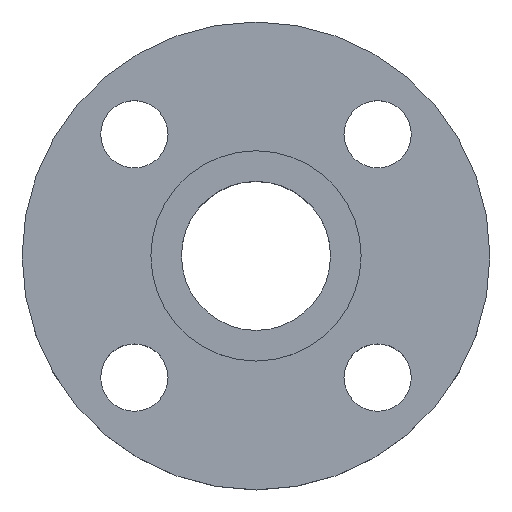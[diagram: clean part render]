
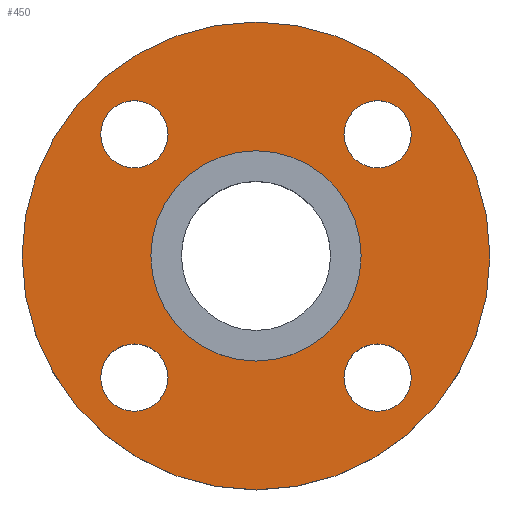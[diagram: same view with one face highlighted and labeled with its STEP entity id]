
A CAD part, top view. The second image highlights one B-rep face of the part: STEP entity #450.
In plain terms, the highlighted planar face has unit normal (0, 0, 1).
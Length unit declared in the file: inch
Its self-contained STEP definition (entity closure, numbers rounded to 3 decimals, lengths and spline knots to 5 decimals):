
#1 = DIRECTION ( 'NONE',  ( 0., 0., -1. ) ) ;
#4 = ORIENTED_EDGE ( 'NONE', *, *, #248, .F. ) ;
#5 = CARTESIAN_POINT ( 'NONE',  ( 3.06, 0., -0.25 ) ) ;
#10 = DIRECTION ( 'NONE',  ( 0., 0., 1. ) ) ;
#15 = AXIS2_PLACEMENT_3D ( 'NONE', #482, #1, #601 ) ;
#18 = CARTESIAN_POINT ( 'NONE',  ( -1.59099, 1.59099, -0.25 ) ) ;
#24 = CARTESIAN_POINT ( 'NONE',  ( 0., 0., -0.25 ) ) ;
#42 = DIRECTION ( 'NONE',  ( 0., 1., 0. ) ) ;
#51 = DIRECTION ( 'NONE',  ( 0., 0., 1. ) ) ;
#54 = CIRCLE ( 'NONE', #247, 0.44 ) ;
#56 = DIRECTION ( 'NONE',  ( 0., 1., 0. ) ) ;
#61 = FACE_BOUND ( 'NONE', #560, .T. ) ;
#65 = CARTESIAN_POINT ( 'NONE',  ( -1.15099, -1.59099, -0.25 ) ) ;
#67 = CARTESIAN_POINT ( 'NONE',  ( -1.375, 0., -0.25 ) ) ;
#72 = DIRECTION ( 'NONE',  ( 0., 0., 1. ) ) ;
#73 = EDGE_CURVE ( 'NONE', #88, #233, #286, .T. ) ;
#74 = VERTEX_POINT ( 'NONE', #315 ) ;
#82 = EDGE_CURVE ( 'NONE', #696, #382, #706, .T. ) ;
#88 = VERTEX_POINT ( 'NONE', #155 ) ;
#97 = EDGE_LOOP ( 'NONE', ( #589, #115 ) ) ;
#115 = ORIENTED_EDGE ( 'NONE', *, *, #73, .T. ) ;
#124 = AXIS2_PLACEMENT_3D ( 'NONE', #526, #640, #42 ) ;
#125 = ORIENTED_EDGE ( 'NONE', *, *, #207, .F. ) ;
#128 = CARTESIAN_POINT ( 'NONE',  ( 0., 0., -0.25 ) ) ;
#132 = DIRECTION ( 'NONE',  ( -1., 0., 0. ) ) ;
#134 = CARTESIAN_POINT ( 'NONE',  ( -1.59099, 2.03099, -0.25 ) ) ;
#145 = EDGE_LOOP ( 'NONE', ( #487, #618 ) ) ;
#146 = CIRCLE ( 'NONE', #343, 0.44 ) ;
#148 = AXIS2_PLACEMENT_3D ( 'NONE', #403, #72, #282 ) ;
#155 = CARTESIAN_POINT ( 'NONE',  ( -3.06, 0., -0.25 ) ) ;
#159 = CARTESIAN_POINT ( 'NONE',  ( 1.375, 0., -0.25 ) ) ;
#161 = CIRCLE ( 'NONE', #257, 3.06 ) ;
#165 = VERTEX_POINT ( 'NONE', #65 ) ;
#177 = ORIENTED_EDGE ( 'NONE', *, *, #197, .F. ) ;
#178 = FACE_BOUND ( 'NONE', #145, .T. ) ;
#179 = DIRECTION ( 'NONE',  ( 0., -1., 0. ) ) ;
#185 = VERTEX_POINT ( 'NONE', #440 ) ;
#186 = CIRCLE ( 'NONE', #287, 0.44 ) ;
#189 = DIRECTION ( 'NONE',  ( 0., 0., 1. ) ) ;
#190 = EDGE_CURVE ( 'NONE', #686, #165, #186, .T. ) ;
#197 = EDGE_CURVE ( 'NONE', #626, #74, #146, .T. ) ;
#207 = EDGE_CURVE ( 'NONE', #382, #696, #241, .T. ) ;
#208 = ORIENTED_EDGE ( 'NONE', *, *, #479, .F. ) ;
#215 = CIRCLE ( 'NONE', #614, 0.44 ) ;
#232 = CARTESIAN_POINT ( 'NONE',  ( -1.59099, -1.59099, -0.25 ) ) ;
#233 = VERTEX_POINT ( 'NONE', #5 ) ;
#235 = DIRECTION ( 'NONE',  ( 0., 0., 1. ) ) ;
#241 = CIRCLE ( 'NONE', #632, 0.44 ) ;
#247 = AXIS2_PLACEMENT_3D ( 'NONE', #592, #51, #365 ) ;
#248 = EDGE_CURVE ( 'NONE', #185, #251, #54, .T. ) ;
#251 = VERTEX_POINT ( 'NONE', #267 ) ;
#253 = CARTESIAN_POINT ( 'NONE',  ( 0., 0., -0.25 ) ) ;
#254 = EDGE_CURVE ( 'NONE', #432, #288, #454, .T. ) ;
#257 = AXIS2_PLACEMENT_3D ( 'NONE', #128, #10, #392 ) ;
#260 = CARTESIAN_POINT ( 'NONE',  ( 0., 0., -0.25 ) ) ;
#267 = CARTESIAN_POINT ( 'NONE',  ( 2.03099, 1.59099, -0.25 ) ) ;
#276 = PLANE ( 'NONE',  #520 ) ;
#282 = DIRECTION ( 'NONE',  ( 0., -1., 0. ) ) ;
#286 = CIRCLE ( 'NONE', #557, 3.06 ) ;
#287 = AXIS2_PLACEMENT_3D ( 'NONE', #232, #445, #611 ) ;
#288 = VERTEX_POINT ( 'NONE', #159 ) ;
#289 = FACE_OUTER_BOUND ( 'NONE', #97, .T. ) ;
#299 = EDGE_CURVE ( 'NONE', #288, #432, #684, .T. ) ;
#300 = CARTESIAN_POINT ( 'NONE',  ( 1.59099, -1.15099, -0.25 ) ) ;
#305 = AXIS2_PLACEMENT_3D ( 'NONE', #341, #444, #132 ) ;
#310 = DIRECTION ( 'NONE',  ( 1., 0., 0. ) ) ;
#314 = CIRCLE ( 'NONE', #305, 0.44 ) ;
#315 = CARTESIAN_POINT ( 'NONE',  ( 1.59099, -2.03099, -0.25 ) ) ;
#341 = CARTESIAN_POINT ( 'NONE',  ( -1.59099, -1.59099, -0.25 ) ) ;
#343 = AXIS2_PLACEMENT_3D ( 'NONE', #669, #506, #179 ) ;
#361 = ORIENTED_EDGE ( 'NONE', *, *, #190, .F. ) ;
#362 = CARTESIAN_POINT ( 'NONE',  ( -2.03099, -1.59099, -0.25 ) ) ;
#365 = DIRECTION ( 'NONE',  ( 1., 0., 0. ) ) ;
#376 = DIRECTION ( 'NONE',  ( 1., 0., 0. ) ) ;
#382 = VERTEX_POINT ( 'NONE', #134 ) ;
#392 = DIRECTION ( 'NONE',  ( 1., 0., 0. ) ) ;
#401 = CARTESIAN_POINT ( 'NONE',  ( 1.59099, 1.59099, -0.25 ) ) ;
#403 = CARTESIAN_POINT ( 'NONE',  ( 1.59099, -1.59099, -0.25 ) ) ;
#405 = EDGE_CURVE ( 'NONE', #233, #88, #161, .T. ) ;
#410 = EDGE_LOOP ( 'NONE', ( #414, #4 ) ) ;
#414 = ORIENTED_EDGE ( 'NONE', *, *, #474, .F. ) ;
#422 = CARTESIAN_POINT ( 'NONE',  ( -1.59099, 1.15099, -0.25 ) ) ;
#424 = DIRECTION ( 'NONE',  ( 0., 0., 1. ) ) ;
#432 = VERTEX_POINT ( 'NONE', #67 ) ;
#440 = CARTESIAN_POINT ( 'NONE',  ( 1.15099, 1.59099, -0.25 ) ) ;
#444 = DIRECTION ( 'NONE',  ( 0., 0., 1. ) ) ;
#445 = DIRECTION ( 'NONE',  ( 0., 0., 1. ) ) ;
#450 = ADVANCED_FACE ( 'NONE', ( #61, #668, #452, #675, #178, #289 ), #276, .T. ) ;
#452 = FACE_BOUND ( 'NONE', #590, .T. ) ;
#454 = CIRCLE ( 'NONE', #15, 1.375 ) ;
#474 = EDGE_CURVE ( 'NONE', #251, #185, #215, .T. ) ;
#479 = EDGE_CURVE ( 'NONE', #165, #686, #314, .T. ) ;
#482 = CARTESIAN_POINT ( 'NONE',  ( 0., 0., -0.25 ) ) ;
#487 = ORIENTED_EDGE ( 'NONE', *, *, #299, .T. ) ;
#506 = DIRECTION ( 'NONE',  ( 0., 0., 1. ) ) ;
#515 = EDGE_CURVE ( 'NONE', #74, #626, #644, .T. ) ;
#520 = AXIS2_PLACEMENT_3D ( 'NONE', #24, #551, #613 ) ;
#526 = CARTESIAN_POINT ( 'NONE',  ( -1.59099, 1.59099, -0.25 ) ) ;
#532 = ORIENTED_EDGE ( 'NONE', *, *, #515, .F. ) ;
#551 = DIRECTION ( 'NONE',  ( 0., 0., 1. ) ) ;
#557 = AXIS2_PLACEMENT_3D ( 'NONE', #253, #424, #310 ) ;
#560 = EDGE_LOOP ( 'NONE', ( #532, #177 ) ) ;
#584 = DIRECTION ( 'NONE',  ( 0., 0., -1. ) ) ;
#589 = ORIENTED_EDGE ( 'NONE', *, *, #405, .T. ) ;
#590 = EDGE_LOOP ( 'NONE', ( #125, #593 ) ) ;
#592 = CARTESIAN_POINT ( 'NONE',  ( 1.59099, 1.59099, -0.25 ) ) ;
#593 = ORIENTED_EDGE ( 'NONE', *, *, #82, .F. ) ;
#600 = EDGE_LOOP ( 'NONE', ( #361, #208 ) ) ;
#601 = DIRECTION ( 'NONE',  ( 1., 0., 0. ) ) ;
#611 = DIRECTION ( 'NONE',  ( -1., 0., 0. ) ) ;
#613 = DIRECTION ( 'NONE',  ( 1., 0., 0. ) ) ;
#614 = AXIS2_PLACEMENT_3D ( 'NONE', #401, #189, #671 ) ;
#618 = ORIENTED_EDGE ( 'NONE', *, *, #254, .T. ) ;
#626 = VERTEX_POINT ( 'NONE', #300 ) ;
#632 = AXIS2_PLACEMENT_3D ( 'NONE', #18, #235, #56 ) ;
#640 = DIRECTION ( 'NONE',  ( 0., 0., 1. ) ) ;
#644 = CIRCLE ( 'NONE', #148, 0.44 ) ;
#668 = FACE_BOUND ( 'NONE', #600, .T. ) ;
#669 = CARTESIAN_POINT ( 'NONE',  ( 1.59099, -1.59099, -0.25 ) ) ;
#671 = DIRECTION ( 'NONE',  ( 1., 0., 0. ) ) ;
#675 = FACE_BOUND ( 'NONE', #410, .T. ) ;
#684 = CIRCLE ( 'NONE', #693, 1.375 ) ;
#686 = VERTEX_POINT ( 'NONE', #362 ) ;
#693 = AXIS2_PLACEMENT_3D ( 'NONE', #260, #584, #376 ) ;
#696 = VERTEX_POINT ( 'NONE', #422 ) ;
#706 = CIRCLE ( 'NONE', #124, 0.44 ) ;
